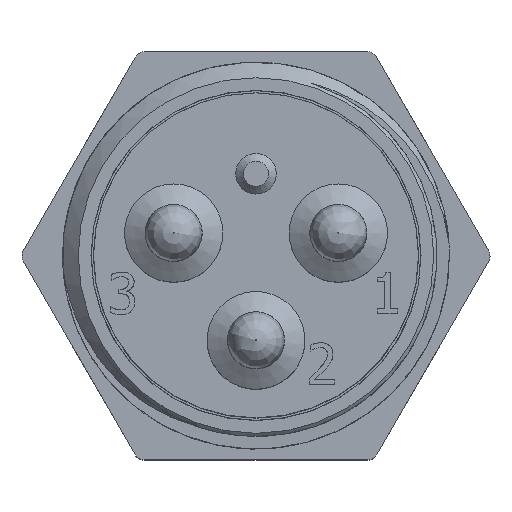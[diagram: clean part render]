
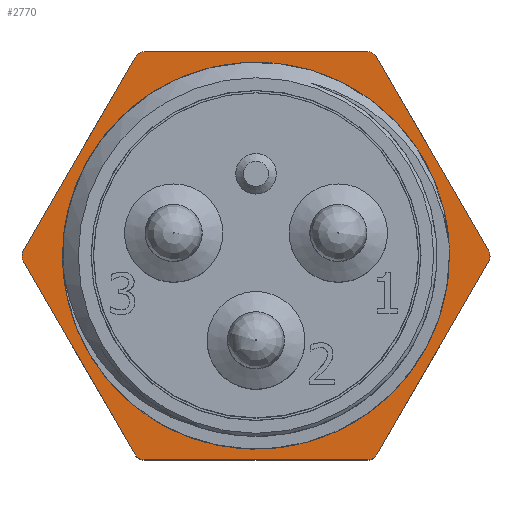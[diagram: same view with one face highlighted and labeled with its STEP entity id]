
A CAD part, top view. The second image highlights one B-rep face of the part: STEP entity #2770.
In plain terms, the highlighted planar face has unit normal (0, 0, 1).
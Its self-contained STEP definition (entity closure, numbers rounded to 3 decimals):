
#160=FACE_BOUND($,#789,.T.);
#214=CIRCLE($,#2931,0.508);
#236=CIRCLE($,#2964,9.22);
#252=CIRCLE($,#3011,0.508);
#253=CIRCLE($,#3012,0.508);
#254=CIRCLE($,#3013,0.508);
#255=CIRCLE($,#3014,0.508);
#256=CIRCLE($,#3015,0.508);
#557=FACE_OUTER_BOUND($,#788,.T.);
#788=EDGE_LOOP($,(#2294,#2295,#2296,#2297,#2298,#2299,#2300,#2301,#2302,
#2303,#2304,#2305));
#789=EDGE_LOOP($,(#2306));
#922=LINE($,#6500,#1052);
#924=LINE($,#6504,#1054);
#927=LINE($,#6510,#1057);
#930=LINE($,#6516,#1060);
#933=LINE($,#6522,#1063);
#935=LINE($,#6527,#1065);
#1052=VECTOR($,#3536,10.925);
#1054=VECTOR($,#3540,10.925);
#1057=VECTOR($,#3545,10.925);
#1060=VECTOR($,#3550,10.925);
#1063=VECTOR($,#3555,10.925);
#1065=VECTOR($,#3559,10.925);
#1246=VERTEX_POINT($,#6097);
#1247=VERTEX_POINT($,#6099);
#1269=VERTEX_POINT($,#6155);
#1314=VERTEX_POINT($,#6499);
#1315=VERTEX_POINT($,#6503);
#1316=VERTEX_POINT($,#6507);
#1317=VERTEX_POINT($,#6509);
#1318=VERTEX_POINT($,#6513);
#1319=VERTEX_POINT($,#6515);
#1320=VERTEX_POINT($,#6519);
#1321=VERTEX_POINT($,#6521);
#1322=VERTEX_POINT($,#6525);
#1323=VERTEX_POINT($,#6526);
#1577=EDGE_CURVE($,#1247,#1246,#214,.T.);
#1600=EDGE_CURVE($,#1269,#1269,#236,.T.);
#1650=EDGE_CURVE($,#1246,#1314,#922,.T.);
#1652=EDGE_CURVE($,#1315,#1247,#924,.T.);
#1655=EDGE_CURVE($,#1317,#1316,#927,.T.);
#1658=EDGE_CURVE($,#1319,#1318,#930,.T.);
#1661=EDGE_CURVE($,#1321,#1320,#933,.T.);
#1663=EDGE_CURVE($,#1322,#1323,#935,.T.);
#1666=EDGE_CURVE($,#1314,#1322,#252,.T.);
#1667=EDGE_CURVE($,#1323,#1321,#253,.T.);
#1668=EDGE_CURVE($,#1320,#1319,#254,.T.);
#1669=EDGE_CURVE($,#1318,#1317,#255,.T.);
#1670=EDGE_CURVE($,#1316,#1315,#256,.T.);
#2294=ORIENTED_EDGE($,*,*,#1652,.T.);
#2295=ORIENTED_EDGE($,*,*,#1577,.T.);
#2296=ORIENTED_EDGE($,*,*,#1650,.T.);
#2297=ORIENTED_EDGE($,*,*,#1666,.T.);
#2298=ORIENTED_EDGE($,*,*,#1663,.T.);
#2299=ORIENTED_EDGE($,*,*,#1667,.T.);
#2300=ORIENTED_EDGE($,*,*,#1661,.T.);
#2301=ORIENTED_EDGE($,*,*,#1668,.T.);
#2302=ORIENTED_EDGE($,*,*,#1658,.T.);
#2303=ORIENTED_EDGE($,*,*,#1669,.T.);
#2304=ORIENTED_EDGE($,*,*,#1655,.T.);
#2305=ORIENTED_EDGE($,*,*,#1670,.T.);
#2306=ORIENTED_EDGE($,*,*,#1600,.T.);
#2444=PLANE($,#3010);
#2770=ADVANCED_FACE($,(#557,#160),#2444,.T.);
#2931=AXIS2_PLACEMENT_3D($,#6100,#3399,#3400);
#2964=AXIS2_PLACEMENT_3D($,#6156,#3466,#3467);
#3010=AXIS2_PLACEMENT_3D($,#6536,#3574,#3575);
#3011=AXIS2_PLACEMENT_3D($,#6537,#3576,#3577);
#3012=AXIS2_PLACEMENT_3D($,#6538,#3578,#3579);
#3013=AXIS2_PLACEMENT_3D($,#6539,#3580,#3581);
#3014=AXIS2_PLACEMENT_3D($,#6540,#3582,#3583);
#3015=AXIS2_PLACEMENT_3D($,#6541,#3584,#3585);
#3399=DIRECTION('center_axis',(0.,0.,1.));
#3400=DIRECTION('ref_axis',(1.,0.,0.));
#3466=DIRECTION('center_axis',(0.,0.,-1.));
#3467=DIRECTION('ref_axis',(1.,0.,0.));
#3536=DIRECTION($,(-0.5,0.866,0.));
#3540=DIRECTION($,(0.5,0.866,0.));
#3545=DIRECTION($,(1.,0.,0.));
#3550=DIRECTION($,(0.5,-0.866,0.));
#3555=DIRECTION($,(-0.5,-0.866,0.));
#3559=DIRECTION($,(-1.,0.,0.));
#3574=DIRECTION('center_axis',(0.,0.,1.));
#3575=DIRECTION('ref_axis',(1.,0.,0.));
#3576=DIRECTION('center_axis',(0.,0.,1.));
#3577=DIRECTION('ref_axis',(1.,0.,0.));
#3578=DIRECTION('center_axis',(0.,0.,1.));
#3579=DIRECTION('ref_axis',(1.,0.,0.));
#3580=DIRECTION('center_axis',(0.,0.,1.));
#3581=DIRECTION('ref_axis',(1.,0.,0.));
#3582=DIRECTION('center_axis',(0.,0.,1.));
#3583=DIRECTION('ref_axis',(1.,0.,0.));
#3584=DIRECTION('center_axis',(0.,0.,1.));
#3585=DIRECTION('ref_axis',(1.,0.,0.));
#6097=CARTESIAN_POINT('',(11.365,0.254,-10.279));
#6099=CARTESIAN_POINT('',(11.365,-0.254,-10.279));
#6100=CARTESIAN_POINT('Origin',(10.925,0.,
-10.279));
#6155=CARTESIAN_POINT('',(9.22,0.,-10.279));
#6156=CARTESIAN_POINT('Origin',(0.,0.,-10.279));
#6499=CARTESIAN_POINT('',(5.903,9.716,-10.279));
#6500=CARTESIAN_POINT($,(11.365,0.254,-10.279));
#6503=CARTESIAN_POINT('',(5.903,-9.716,-10.279));
#6504=CARTESIAN_POINT($,(5.903,-9.716,-10.279));
#6507=CARTESIAN_POINT('',(5.463,-9.97,-10.279));
#6509=CARTESIAN_POINT('',(-5.463,-9.97,-10.279));
#6510=CARTESIAN_POINT($,(-5.463,-9.97,-10.279));
#6513=CARTESIAN_POINT('',(-5.903,-9.716,-10.279));
#6515=CARTESIAN_POINT('',(-11.365,-0.254,-10.279));
#6516=CARTESIAN_POINT($,(-11.365,-0.254,-10.279));
#6519=CARTESIAN_POINT('',(-11.365,0.254,-10.279));
#6521=CARTESIAN_POINT('',(-5.903,9.716,-10.279));
#6522=CARTESIAN_POINT($,(-5.903,9.716,-10.279));
#6525=CARTESIAN_POINT('',(5.463,9.97,-10.279));
#6526=CARTESIAN_POINT('',(-5.463,9.97,-10.279));
#6527=CARTESIAN_POINT($,(5.463,9.97,-10.279));
#6536=CARTESIAN_POINT('Origin',(0.,0.,-10.279));
#6537=CARTESIAN_POINT('Origin',(5.463,9.462,-10.279));
#6538=CARTESIAN_POINT('Origin',(-5.463,9.462,-10.279));
#6539=CARTESIAN_POINT('Origin',(-10.925,0.,
-10.279));
#6540=CARTESIAN_POINT('Origin',(-5.463,-9.462,-10.279));
#6541=CARTESIAN_POINT('Origin',(5.463,-9.462,-10.279));
